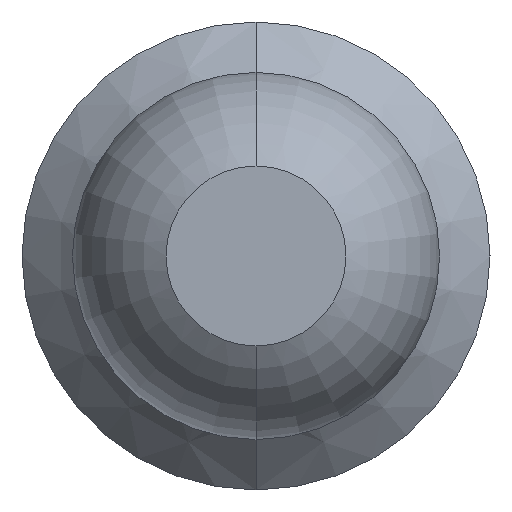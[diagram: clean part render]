
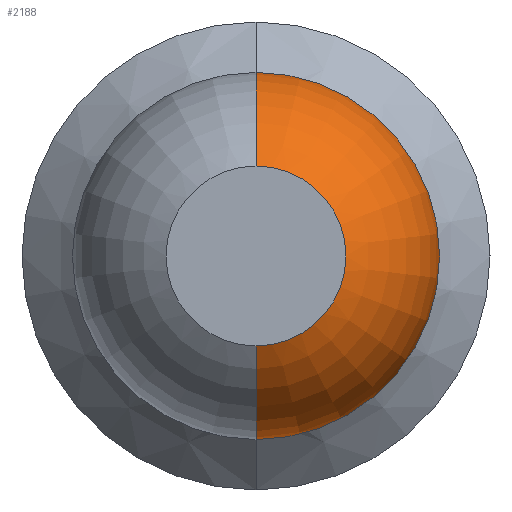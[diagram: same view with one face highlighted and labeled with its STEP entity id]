
A CAD part, front view. The second image highlights one B-rep face of the part: STEP entity #2188.
In plain terms, the highlighted toroidal (fillet/blend) face has major radius 0.01 mm and minor radius 0.5 mm.
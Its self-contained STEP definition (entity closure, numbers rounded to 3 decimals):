
#142 = CARTESIAN_POINT ( 'NONE',  ( 0., -30.4, -0.25 ) ) ;
#253 = TOROIDAL_SURFACE ( 'NONE', #3664, 0.01, 0.5 ) ;
#513 = DIRECTION ( 'NONE',  ( 0., 0., -1. ) ) ;
#531 = VERTEX_POINT ( 'NONE', #884 ) ;
#574 = CARTESIAN_POINT ( 'NONE',  ( 0., -29.961, -0.01 ) ) ;
#832 = DIRECTION ( 'NONE',  ( 0., -1., 0. ) ) ;
#884 = CARTESIAN_POINT ( 'NONE',  ( 0., -29.961, 0.51 ) ) ;
#902 = CARTESIAN_POINT ( 'NONE',  ( 0., -29.961, 0.01 ) ) ;
#982 = DIRECTION ( 'NONE',  ( 0., 0., 1. ) ) ;
#990 = DIRECTION ( 'NONE',  ( 1., 0., 0. ) ) ;
#1049 = EDGE_CURVE ( 'Defeature ausgef�hrt4_13+Defeature ausgef�hrt4_7+Defeature ausgef�hrt4_7+Defeature ausgef�hrt4_7', #4263, #5216, #4524, .T. ) ;
#1115 = EDGE_CURVE ( 'NONE', #5216, #531, #3120, .T. ) ;
#1205 = VERTEX_POINT ( 'NONE', #4643 ) ;
#1214 = AXIS2_PLACEMENT_3D ( 'NONE', #902, #4622, #2927 ) ;
#1218 = CARTESIAN_POINT ( 'NONE',  ( 0., -30.4, 0. ) ) ;
#1219 = DIRECTION ( 'NONE',  ( 0., 1., 0. ) ) ;
#1530 = ORIENTED_EDGE ( 'NONE', *, *, #3090, .F. ) ;
#2012 = CARTESIAN_POINT ( 'NONE',  ( 0., -29.961, 0. ) ) ;
#2093 = FACE_OUTER_BOUND ( 'NONE', #5053, .T. ) ;
#2188 = ADVANCED_FACE ( 'Defeature ausgef�hrt4_7', ( #2093 ), #253, .T. ) ;
#2249 = AXIS2_PLACEMENT_3D ( 'NONE', #574, #990, #513 ) ;
#2311 = AXIS2_PLACEMENT_3D ( 'NONE', #1218, #832, #4035 ) ;
#2797 = ORIENTED_EDGE ( 'NONE', *, *, #3349, .T. ) ;
#2927 = DIRECTION ( 'NONE',  ( 0., 0., 1. ) ) ;
#3090 = EDGE_CURVE ( 'Defeature ausgef�hrt4_8+Defeature ausgef�hrt4_7+Defeature ausgef�hrt4_7+Defeature ausgef�hrt4_7', #531, #1205, #4382, .T. ) ;
#3120 = CIRCLE ( 'NONE', #1214, 0.5 ) ;
#3272 = AXIS2_PLACEMENT_3D ( 'NONE', #2012, #1219, #4078 ) ;
#3349 = EDGE_CURVE ( 'NONE', #4263, #1205, #4963, .T. ) ;
#3664 = AXIS2_PLACEMENT_3D ( 'NONE', #5082, #4193, #982 ) ;
#4035 = DIRECTION ( 'NONE',  ( 0., 0., -1. ) ) ;
#4071 = ORIENTED_EDGE ( 'NONE', *, *, #1049, .F. ) ;
#4078 = DIRECTION ( 'NONE',  ( 0., 0., 1. ) ) ;
#4193 = DIRECTION ( 'NONE',  ( 0., 1., 0. ) ) ;
#4239 = ORIENTED_EDGE ( 'NONE', *, *, #1115, .F. ) ;
#4263 = VERTEX_POINT ( 'NONE', #142 ) ;
#4382 = CIRCLE ( 'NONE', #3272, 0.51 ) ;
#4524 = CIRCLE ( 'NONE', #2311, 0.25 ) ;
#4622 = DIRECTION ( 'NONE',  ( -1., 0., 0. ) ) ;
#4643 = CARTESIAN_POINT ( 'NONE',  ( 0., -29.961, -0.51 ) ) ;
#4963 = CIRCLE ( 'NONE', #2249, 0.5 ) ;
#5053 = EDGE_LOOP ( 'NONE', ( #4071, #2797, #1530, #4239 ) ) ;
#5082 = CARTESIAN_POINT ( 'NONE',  ( 0., -29.961, 0. ) ) ;
#5156 = CARTESIAN_POINT ( 'NONE',  ( 0., -30.4, 0.25 ) ) ;
#5216 = VERTEX_POINT ( 'NONE', #5156 ) ;
